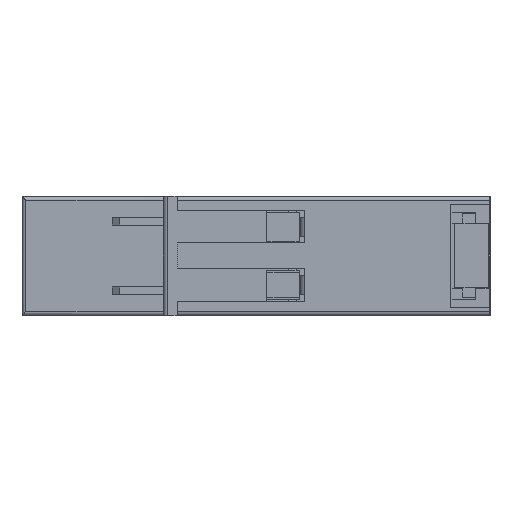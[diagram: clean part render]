
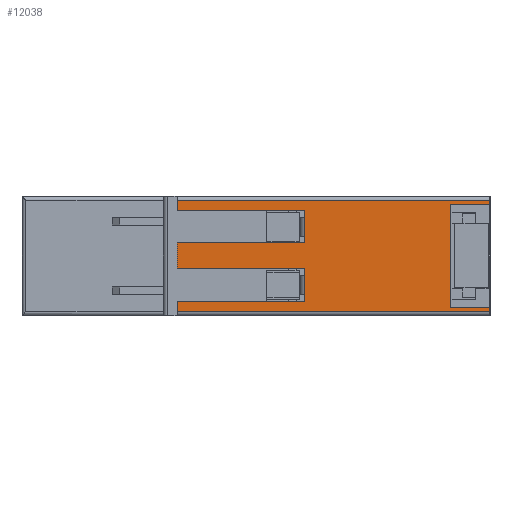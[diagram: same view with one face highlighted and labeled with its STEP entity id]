
A CAD part, left-side view. The second image highlights one B-rep face of the part: STEP entity #12038.
In plain terms, the highlighted planar face has unit normal (-1, 0, 0).
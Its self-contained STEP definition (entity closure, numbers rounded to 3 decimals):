
#318 = ORIENTED_EDGE ( 'NONE', *, *, #13504, .T. ) ;
#769 = VECTOR ( 'NONE', #8971, 1000. ) ;
#1625 = CARTESIAN_POINT ( 'NONE',  ( -21.5, 48.4, 15.1 ) ) ;
#1776 = LINE ( 'NONE', #50941, #89660 ) ;
#2140 = CARTESIAN_POINT ( 'NONE',  ( -21.5, 7.5, 0.5 ) ) ;
#2253 = ORIENTED_EDGE ( 'NONE', *, *, #47850, .T. ) ;
#2660 = CARTESIAN_POINT ( 'NONE',  ( -21.5, 12.6, 15.6 ) ) ;
#3005 = ORIENTED_EDGE ( 'NONE', *, *, #40275, .F. ) ;
#3027 = DIRECTION ( 'NONE',  ( 0., -1., 0. ) ) ;
#6210 = DIRECTION ( 'NONE',  ( 0., 0., -1. ) ) ;
#7978 = ORIENTED_EDGE ( 'NONE', *, *, #55053, .T. ) ;
#8072 = VECTOR ( 'NONE', #61032, 1000. ) ;
#8377 = ORIENTED_EDGE ( 'NONE', *, *, #37984, .T. ) ;
#8640 = VERTEX_POINT ( 'NONE', #79903 ) ;
#8691 = PLANE ( 'NONE',  #56034 ) ;
#8971 = DIRECTION ( 'NONE',  ( 0., 0., -1. ) ) ;
#9113 = CARTESIAN_POINT ( 'NONE',  ( -21.5, 48.4, 15.1 ) ) ;
#11768 = VERTEX_POINT ( 'NONE', #24930 ) ;
#11802 = LINE ( 'NONE', #66575, #8072 ) ;
#12038 = ADVANCED_FACE ( 'NONE', ( #44565 ), #8691, .T. ) ;
#12952 = CARTESIAN_POINT ( 'NONE',  ( -21.5, 7.5, 1.9 ) ) ;
#13061 = LINE ( 'NONE', #41109, #39491 ) ;
#13102 = VECTOR ( 'NONE', #65040, 1000. ) ;
#13504 = EDGE_CURVE ( 'NONE', #87491, #23237, #69032, .T. ) ;
#13593 = EDGE_CURVE ( 'NONE', #41532, #87491, #21592, .T. ) ;
#14005 = VERTEX_POINT ( 'NONE', #50368 ) ;
#14684 = EDGE_LOOP ( 'NONE', ( #52014, #72634, #7978, #2253, #81101, #56581, #59213, #8377, #50593, #81064, #57712, #318, #3005, #17321, #47762, #70915 ) ) ;
#14751 = VERTEX_POINT ( 'NONE', #61077 ) ;
#15211 = CARTESIAN_POINT ( 'NONE',  ( -21.5, 7.5, 1.1 ) ) ;
#17316 = LINE ( 'NONE', #2660, #24325 ) ;
#17321 = ORIENTED_EDGE ( 'NONE', *, *, #37538, .T. ) ;
#17387 = CARTESIAN_POINT ( 'NONE',  ( -21.5, 31.7, 13.7 ) ) ;
#17963 = CARTESIAN_POINT ( 'NONE',  ( -21.5, 7.5, 15.6 ) ) ;
#18515 = EDGE_CURVE ( 'NONE', #8640, #86161, #60910, .T. ) ;
#18859 = DIRECTION ( 'NONE',  ( 0., -1., 0. ) ) ;
#20620 = VERTEX_POINT ( 'NONE', #44064 ) ;
#20959 = CARTESIAN_POINT ( 'NONE',  ( -21.5, 31.7, 15.6 ) ) ;
#21592 = LINE ( 'NONE', #70844, #69205 ) ;
#23237 = VERTEX_POINT ( 'NONE', #2140 ) ;
#23300 = CARTESIAN_POINT ( 'NONE',  ( -21.5, 48.4, 0.5 ) ) ;
#24213 = DIRECTION ( 'NONE',  ( 0., 0., -1. ) ) ;
#24325 = VECTOR ( 'NONE', #24213, 1000. ) ;
#24930 = CARTESIAN_POINT ( 'NONE',  ( -21.5, 12.6, 1.1 ) ) ;
#29134 = LINE ( 'NONE', #36955, #13102 ) ;
#29913 = DIRECTION ( 'NONE',  ( 0., 1., 0. ) ) ;
#29971 = EDGE_CURVE ( 'NONE', #82834, #70772, #1776, .T. ) ;
#31003 = VERTEX_POINT ( 'NONE', #9113 ) ;
#31660 = EDGE_CURVE ( 'NONE', #86161, #45744, #13061, .T. ) ;
#31726 = CARTESIAN_POINT ( 'NONE',  ( -21.5, 7.5, 15.1 ) ) ;
#33738 = VERTEX_POINT ( 'NONE', #17387 ) ;
#34603 = LINE ( 'NONE', #74633, #51517 ) ;
#36377 = EDGE_CURVE ( 'NONE', #14751, #70772, #11802, .T. ) ;
#36955 = CARTESIAN_POINT ( 'NONE',  ( -21.5, 31.7, 15.6 ) ) ;
#37447 = LINE ( 'NONE', #72428, #769 ) ;
#37538 = EDGE_CURVE ( 'NONE', #77427, #11768, #83788, .T. ) ;
#37984 = EDGE_CURVE ( 'NONE', #45744, #20620, #52207, .T. ) ;
#39100 = DIRECTION ( 'NONE',  ( 0., 0., -1. ) ) ;
#39491 = VECTOR ( 'NONE', #6210, 1000. ) ;
#40275 = EDGE_CURVE ( 'NONE', #77427, #23237, #68578, .T. ) ;
#41109 = CARTESIAN_POINT ( 'NONE',  ( -21.5, 48.4, 15.6 ) ) ;
#41532 = VERTEX_POINT ( 'NONE', #55250 ) ;
#43203 = DIRECTION ( 'NONE',  ( -1., 0., 0. ) ) ;
#43832 = CARTESIAN_POINT ( 'NONE',  ( -21.5, 48.4, 6.1 ) ) ;
#44064 = CARTESIAN_POINT ( 'NONE',  ( -21.5, 31.7, 6.1 ) ) ;
#44565 = FACE_OUTER_BOUND ( 'NONE', #14684, .T. ) ;
#45744 = VERTEX_POINT ( 'NONE', #43832 ) ;
#46290 = DIRECTION ( 'NONE',  ( 0., 0., -1. ) ) ;
#47762 = ORIENTED_EDGE ( 'NONE', *, *, #55856, .F. ) ;
#47850 = EDGE_CURVE ( 'NONE', #86764, #33738, #34603, .T. ) ;
#49334 = EDGE_CURVE ( 'NONE', #82834, #31003, #58170, .T. ) ;
#50160 = VECTOR ( 'NONE', #18859, 1000. ) ;
#50368 = CARTESIAN_POINT ( 'NONE',  ( -21.5, 31.7, 1.9 ) ) ;
#50593 = ORIENTED_EDGE ( 'NONE', *, *, #86361, .T. ) ;
#50941 = CARTESIAN_POINT ( 'NONE',  ( -21.5, 7.5, 15.6 ) ) ;
#51008 = CARTESIAN_POINT ( 'NONE',  ( -21.5, 7.5, 15.6 ) ) ;
#51517 = VECTOR ( 'NONE', #76472, 1000. ) ;
#51831 = DIRECTION ( 'NONE',  ( 0., 0., -1. ) ) ;
#52014 = ORIENTED_EDGE ( 'NONE', *, *, #29971, .F. ) ;
#52207 = LINE ( 'NONE', #88037, #53633 ) ;
#52274 = CARTESIAN_POINT ( 'NONE',  ( -21.5, 7.5, 1.1 ) ) ;
#53633 = VECTOR ( 'NONE', #3027, 1000. ) ;
#53947 = VECTOR ( 'NONE', #69103, 1000. ) ;
#55053 = EDGE_CURVE ( 'NONE', #31003, #86764, #37447, .T. ) ;
#55250 = CARTESIAN_POINT ( 'NONE',  ( -21.5, 48.4, 1.9 ) ) ;
#55492 = VECTOR ( 'NONE', #39100, 1000. ) ;
#55856 = EDGE_CURVE ( 'NONE', #14751, #11768, #17316, .T. ) ;
#56013 = VECTOR ( 'NONE', #64169, 1000. ) ;
#56034 = AXIS2_PLACEMENT_3D ( 'NONE', #51008, #43203, #58383 ) ;
#56581 = ORIENTED_EDGE ( 'NONE', *, *, #18515, .T. ) ;
#57037 = VECTOR ( 'NONE', #63079, 1000. ) ;
#57712 = ORIENTED_EDGE ( 'NONE', *, *, #13593, .T. ) ;
#58170 = LINE ( 'NONE', #1625, #56013 ) ;
#58383 = DIRECTION ( 'NONE',  ( 0., 0., 1. ) ) ;
#59213 = ORIENTED_EDGE ( 'NONE', *, *, #31660, .T. ) ;
#60910 = LINE ( 'NONE', #67823, #57037 ) ;
#60921 = CARTESIAN_POINT ( 'NONE',  ( -21.5, 48.4, 13.7 ) ) ;
#61032 = DIRECTION ( 'NONE',  ( 0., -1., 0. ) ) ;
#61077 = CARTESIAN_POINT ( 'NONE',  ( -21.5, 12.6, 14.5 ) ) ;
#62194 = EDGE_CURVE ( 'NONE', #14005, #41532, #62205, .T. ) ;
#62205 = LINE ( 'NONE', #12952, #53947 ) ;
#63079 = DIRECTION ( 'NONE',  ( 0., 1., 0. ) ) ;
#64169 = DIRECTION ( 'NONE',  ( 0., 1., 0. ) ) ;
#65040 = DIRECTION ( 'NONE',  ( 0., 0., -1. ) ) ;
#65200 = EDGE_CURVE ( 'NONE', #33738, #8640, #29134, .T. ) ;
#66575 = CARTESIAN_POINT ( 'NONE',  ( -21.5, 7.5, 14.5 ) ) ;
#67823 = CARTESIAN_POINT ( 'NONE',  ( -21.5, 7.5, 9.5 ) ) ;
#68578 = LINE ( 'NONE', #17963, #55492 ) ;
#69032 = LINE ( 'NONE', #81887, #50160 ) ;
#69103 = DIRECTION ( 'NONE',  ( 0., 1., 0. ) ) ;
#69205 = VECTOR ( 'NONE', #51831, 1000. ) ;
#70200 = DIRECTION ( 'NONE',  ( 0., 0., -1. ) ) ;
#70772 = VERTEX_POINT ( 'NONE', #74280 ) ;
#70844 = CARTESIAN_POINT ( 'NONE',  ( -21.5, 48.4, 15.6 ) ) ;
#70915 = ORIENTED_EDGE ( 'NONE', *, *, #36377, .T. ) ;
#72428 = CARTESIAN_POINT ( 'NONE',  ( -21.5, 48.4, 15.6 ) ) ;
#72634 = ORIENTED_EDGE ( 'NONE', *, *, #49334, .T. ) ;
#74280 = CARTESIAN_POINT ( 'NONE',  ( -21.5, 7.5, 14.5 ) ) ;
#74633 = CARTESIAN_POINT ( 'NONE',  ( -21.5, 7.5, 13.7 ) ) ;
#76472 = DIRECTION ( 'NONE',  ( 0., -1., 0. ) ) ;
#77089 = VECTOR ( 'NONE', #29913, 1000. ) ;
#77427 = VERTEX_POINT ( 'NONE', #52274 ) ;
#78550 = CARTESIAN_POINT ( 'NONE',  ( -21.5, 48.4, 9.5 ) ) ;
#79903 = CARTESIAN_POINT ( 'NONE',  ( -21.5, 31.7, 9.5 ) ) ;
#81064 = ORIENTED_EDGE ( 'NONE', *, *, #62194, .T. ) ;
#81101 = ORIENTED_EDGE ( 'NONE', *, *, #65200, .T. ) ;
#81740 = VECTOR ( 'NONE', #70200, 1000. ) ;
#81887 = CARTESIAN_POINT ( 'NONE',  ( -21.5, 7.5, 0.5 ) ) ;
#82642 = LINE ( 'NONE', #20959, #81740 ) ;
#82834 = VERTEX_POINT ( 'NONE', #31726 ) ;
#83788 = LINE ( 'NONE', #15211, #77089 ) ;
#86161 = VERTEX_POINT ( 'NONE', #78550 ) ;
#86361 = EDGE_CURVE ( 'NONE', #20620, #14005, #82642, .T. ) ;
#86764 = VERTEX_POINT ( 'NONE', #60921 ) ;
#87491 = VERTEX_POINT ( 'NONE', #23300 ) ;
#88037 = CARTESIAN_POINT ( 'NONE',  ( -21.5, 7.5, 6.1 ) ) ;
#89660 = VECTOR ( 'NONE', #46290, 1000. ) ;
